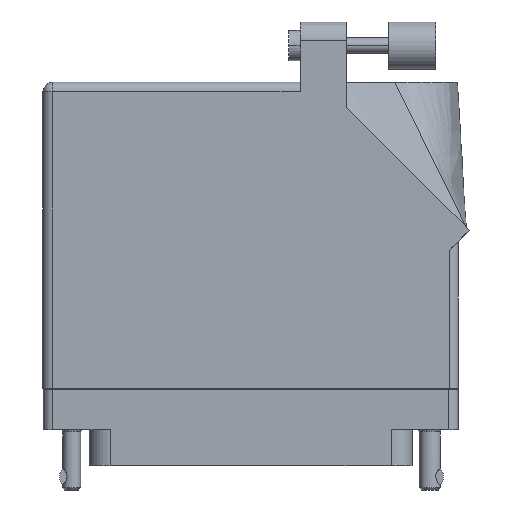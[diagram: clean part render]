
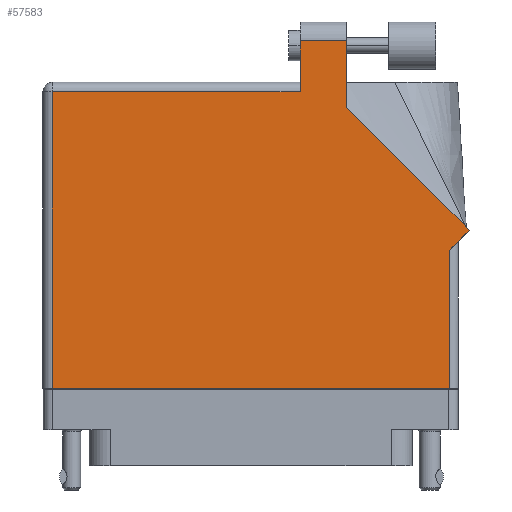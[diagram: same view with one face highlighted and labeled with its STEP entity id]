
A CAD part, front view. The second image highlights one B-rep face of the part: STEP entity #57583.
In plain terms, the highlighted face is planar.
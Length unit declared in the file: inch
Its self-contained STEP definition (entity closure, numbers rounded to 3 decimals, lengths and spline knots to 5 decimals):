
#536 = EDGE_CURVE ( 'NONE', #13593, #39682, #1010, .T. ) ;
#838 = LINE ( 'NONE', #28586, #76633 ) ;
#872 = ORIENTED_EDGE ( 'NONE', *, *, #23797, .T. ) ;
#885 = AXIS2_PLACEMENT_3D ( 'NONE', #15143, #81142, #29823 ) ;
#1010 = LINE ( 'NONE', #36133, #75499 ) ;
#4447 = EDGE_CURVE ( 'NONE', #58496, #13593, #838, .T. ) ;
#5116 = ORIENTED_EDGE ( 'NONE', *, *, #536, .T. ) ;
#6448 = LINE ( 'NONE', #23225, #65868 ) ;
#9995 = ORIENTED_EDGE ( 'NONE', *, *, #4447, .T. ) ;
#10121 = CARTESIAN_POINT ( 'NONE',  ( 0.6345, 1.76442, 0.765 ) ) ;
#11827 = CARTESIAN_POINT ( 'NONE',  ( 1.3155, 0.88, 0.765 ) ) ;
#13593 = VERTEX_POINT ( 'NONE', #26339 ) ;
#13899 = PLANE ( 'NONE',  #885 ) ;
#15143 = CARTESIAN_POINT ( 'NONE',  ( -1.3775, 1.93, 0.765 ) ) ;
#15301 = DIRECTION ( 'NONE',  ( 0., -1., 0. ) ) ;
#15377 = VECTOR ( 'NONE', #15301, 39.37008 ) ;
#15743 = CARTESIAN_POINT ( 'NONE',  ( 1.44821, 0.95071, 0.765 ) ) ;
#18474 = ORIENTED_EDGE ( 'NONE', *, *, #79874, .T. ) ;
#20402 = LINE ( 'NONE', #11827, #59993 ) ;
#23225 = CARTESIAN_POINT ( 'NONE',  ( 1.44821, 0.95071, 0.765 ) ) ;
#23797 = EDGE_CURVE ( 'NONE', #24886, #46661, #44095, .T. ) ;
#24302 = VECTOR ( 'NONE', #46857, 39.37008 ) ;
#24886 = VERTEX_POINT ( 'NONE', #85359 ) ;
#25891 = CARTESIAN_POINT ( 'NONE',  ( 1.3155, -0.1, 0.765 ) ) ;
#26339 = CARTESIAN_POINT ( 'NONE',  ( -1.3155, -0.1, 0.765 ) ) ;
#28586 = CARTESIAN_POINT ( 'NONE',  ( -1.3155, -0.1, 0.765 ) ) ;
#29823 = DIRECTION ( 'NONE',  ( -1., 0., 0. ) ) ;
#36133 = CARTESIAN_POINT ( 'NONE',  ( -1.3775, -0.1, 0.765 ) ) ;
#36752 = VERTEX_POINT ( 'NONE', #37457 ) ;
#36781 = EDGE_CURVE ( 'NONE', #58500, #36752, #78116, .T. ) ;
#37457 = CARTESIAN_POINT ( 'NONE',  ( 0.3275, 1.868, 0.765 ) ) ;
#38620 = LINE ( 'NONE', #50717, #50151 ) ;
#39682 = VERTEX_POINT ( 'NONE', #25891 ) ;
#41305 = ORIENTED_EDGE ( 'NONE', *, *, #53905, .T. ) ;
#42138 = CARTESIAN_POINT ( 'NONE',  ( 1.3775, 0.88, 0.765 ) ) ;
#42602 = CARTESIAN_POINT ( 'NONE',  ( 0.3275, 2.205, 0.765 ) ) ;
#44095 = LINE ( 'NONE', #10121, #24302 ) ;
#44611 = ORIENTED_EDGE ( 'NONE', *, *, #73236, .T. ) ;
#46661 = VERTEX_POINT ( 'NONE', #66727 ) ;
#46857 = DIRECTION ( 'NONE',  ( 0., 1., 0. ) ) ;
#49786 = LINE ( 'NONE', #42138, #92901 ) ;
#50034 = CARTESIAN_POINT ( 'NONE',  ( -1.3155, 1.868, 0.765 ) ) ;
#50151 = VECTOR ( 'NONE', #87474, 39.37008 ) ;
#50717 = CARTESIAN_POINT ( 'NONE',  ( -1.3775, 1.868, 0.765 ) ) ;
#53012 = CARTESIAN_POINT ( 'NONE',  ( 0.3275, 1.93, 0.765 ) ) ;
#53905 = EDGE_CURVE ( 'NONE', #66111, #24886, #6448, .T. ) ;
#55228 = EDGE_LOOP ( 'NONE', ( #872, #83056, #69389, #18474, #9995, #5116, #69477, #44611, #41305 ) ) ;
#57583 = ADVANCED_FACE ( 'NONE', ( #68789 ), #13899, .F. ) ;
#57815 = CARTESIAN_POINT ( 'NONE',  ( 0.3275, 2.205, 0.765 ) ) ;
#58496 = VERTEX_POINT ( 'NONE', #50034 ) ;
#58500 = VERTEX_POINT ( 'NONE', #42602 ) ;
#59993 = VECTOR ( 'NONE', #63868, 39.37008 ) ;
#63868 = DIRECTION ( 'NONE',  ( 0., 1., 0. ) ) ;
#65335 = DIRECTION ( 'NONE',  ( 0., -1., 0. ) ) ;
#65868 = VECTOR ( 'NONE', #81115, 39.37008 ) ;
#66111 = VERTEX_POINT ( 'NONE', #15743 ) ;
#66727 = CARTESIAN_POINT ( 'NONE',  ( 0.6345, 2.205, 0.765 ) ) ;
#68789 = FACE_OUTER_BOUND ( 'NONE', #55228, .T. ) ;
#69389 = ORIENTED_EDGE ( 'NONE', *, *, #36781, .T. ) ;
#69477 = ORIENTED_EDGE ( 'NONE', *, *, #84341, .T. ) ;
#73236 = EDGE_CURVE ( 'NONE', #75493, #66111, #49786, .T. ) ;
#75493 = VERTEX_POINT ( 'NONE', #92869 ) ;
#75499 = VECTOR ( 'NONE', #95244, 39.37008 ) ;
#76633 = VECTOR ( 'NONE', #65335, 39.37008 ) ;
#78116 = LINE ( 'NONE', #53012, #15377 ) ;
#78221 = DIRECTION ( 'NONE',  ( -1., 0., 0. ) ) ;
#79874 = EDGE_CURVE ( 'NONE', #36752, #58496, #38620, .T. ) ;
#81115 = DIRECTION ( 'NONE',  ( -0.707, 0.707, 0. ) ) ;
#81142 = DIRECTION ( 'NONE',  ( 0., 0., -1. ) ) ;
#81564 = VECTOR ( 'NONE', #78221, 39.37008 ) ;
#81727 = DIRECTION ( 'NONE',  ( 0.707, 0.707, 0. ) ) ;
#83056 = ORIENTED_EDGE ( 'NONE', *, *, #86296, .T. ) ;
#84341 = EDGE_CURVE ( 'NONE', #39682, #75493, #20402, .T. ) ;
#85359 = CARTESIAN_POINT ( 'NONE',  ( 0.6345, 1.76442, 0.765 ) ) ;
#86296 = EDGE_CURVE ( 'NONE', #46661, #58500, #90887, .T. ) ;
#87474 = DIRECTION ( 'NONE',  ( -1., 0., 0. ) ) ;
#90887 = LINE ( 'NONE', #57815, #81564 ) ;
#92869 = CARTESIAN_POINT ( 'NONE',  ( 1.3155, 0.818, 0.765 ) ) ;
#92901 = VECTOR ( 'NONE', #81727, 39.37008 ) ;
#95244 = DIRECTION ( 'NONE',  ( 1., 0., 0. ) ) ;
